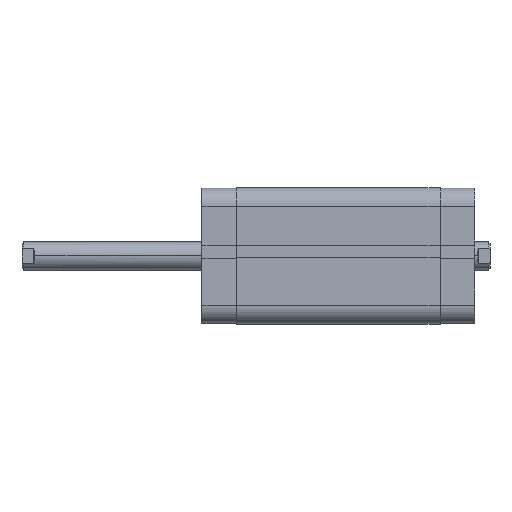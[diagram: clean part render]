
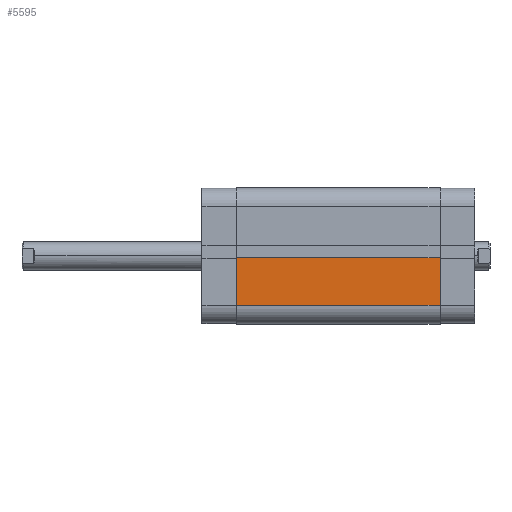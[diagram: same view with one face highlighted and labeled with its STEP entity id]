
A CAD part, top view. The second image highlights one B-rep face of the part: STEP entity #5595.
In plain terms, the highlighted face is planar.
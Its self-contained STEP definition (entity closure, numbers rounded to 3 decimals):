
#777 = VECTOR ( 'NONE', #6493, 1000. ) ;
#779 = LINE ( 'NONE', #6492, #777 ) ;
#782 = LINE ( 'NONE', #6484, #783 ) ;
#783 = VECTOR ( 'NONE', #6485, 1000. ) ;
#785 = LINE ( 'NONE', #6498, #797 ) ;
#789 = LINE ( 'NONE', #6483, #795 ) ;
#795 = VECTOR ( 'NONE', #6500, 1000. ) ;
#797 = VECTOR ( 'NONE', #6502, 1000. ) ;
#899 = VERTEX_POINT ( 'NONE', #3314 ) ;
#2042 = EDGE_CURVE ( 'NONE', #3082, #899, #782, .T. ) ;
#2046 = EDGE_CURVE ( 'NONE', #899, #3068, #779, .T. ) ;
#2049 = EDGE_CURVE ( 'NONE', #3082, #3069, #789, .T. ) ;
#2050 = EDGE_CURVE ( 'NONE', #3069, #3068, #785, .T. ) ;
#2460 = AXIS2_PLACEMENT_3D ( 'NONE', #4782, #4787, #4788 ) ;
#2994 = FACE_OUTER_BOUND ( 'NONE', #4972, .T. ) ;
#3068 = VERTEX_POINT ( 'NONE', #6609 ) ;
#3069 = VERTEX_POINT ( 'NONE', #6610 ) ;
#3082 = VERTEX_POINT ( 'NONE', #6623 ) ;
#3314 = CARTESIAN_POINT ( 'NONE',  ( 29., 0.85, 86.5 ) ) ;
#4779 = PLANE ( 'NONE',  #2460 ) ;
#4782 = CARTESIAN_POINT ( 'NONE',  ( 29., -63.941, 86.5 ) ) ;
#4787 = DIRECTION ( 'NONE',  ( 1., 0., 0. ) ) ;
#4788 = DIRECTION ( 'NONE',  ( 0., 1., 0. ) ) ;
#4972 = EDGE_LOOP ( 'NONE', ( #5206, #5207, #5208, #5209 ) ) ;
#5206 = ORIENTED_EDGE ( 'NONE', *, *, #2050, .F. ) ;
#5207 = ORIENTED_EDGE ( 'NONE', *, *, #2049, .F. ) ;
#5208 = ORIENTED_EDGE ( 'NONE', *, *, #2042, .T. ) ;
#5209 = ORIENTED_EDGE ( 'NONE', *, *, #2046, .T. ) ;
#5595 = ADVANCED_FACE ( 'NONE', ( #2994 ), #4779, .T. ) ;
#6483 = CARTESIAN_POINT ( 'NONE',  ( 29., 21., 86.5 ) ) ;
#6484 = CARTESIAN_POINT ( 'NONE',  ( 29., -63.941, 86.5 ) ) ;
#6485 = DIRECTION ( 'NONE',  ( 0., -1., 0. ) ) ;
#6492 = CARTESIAN_POINT ( 'NONE',  ( 29., 0.85, 86.5 ) ) ;
#6493 = DIRECTION ( 'NONE',  ( 0., 0., -1. ) ) ;
#6498 = CARTESIAN_POINT ( 'NONE',  ( 29., -63.941, 0. ) ) ;
#6500 = DIRECTION ( 'NONE',  ( 0., 0., -1. ) ) ;
#6502 = DIRECTION ( 'NONE',  ( 0., -1., 0. ) ) ;
#6609 = CARTESIAN_POINT ( 'NONE',  ( 29., 0.85, 0. ) ) ;
#6610 = CARTESIAN_POINT ( 'NONE',  ( 29., 21., 0. ) ) ;
#6623 = CARTESIAN_POINT ( 'NONE',  ( 29., 21., 86.5 ) ) ;
